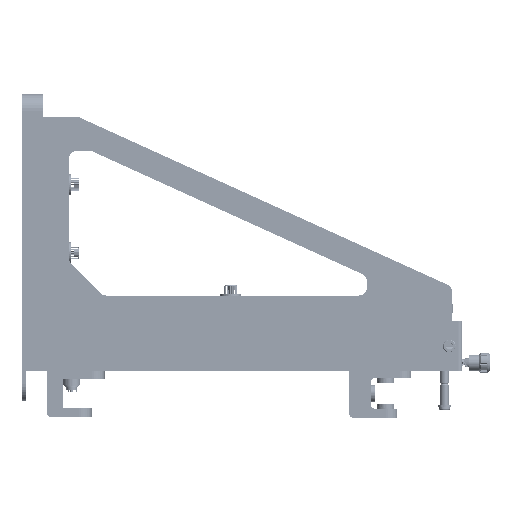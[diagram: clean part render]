
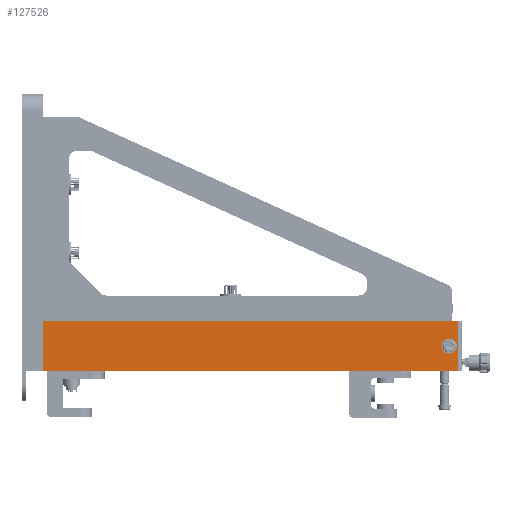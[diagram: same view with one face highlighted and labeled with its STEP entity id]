
A CAD part, left-side view. The second image highlights one B-rep face of the part: STEP entity #127526.
In plain terms, the highlighted planar face has unit normal (-1, 0, 0).
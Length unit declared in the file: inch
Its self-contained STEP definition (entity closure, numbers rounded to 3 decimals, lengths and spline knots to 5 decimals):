
#199 = ORIENTED_EDGE ( 'NONE', *, *, #51562, .F. ) ;
#15160 = DIRECTION ( 'NONE',  ( 0., 0., -1. ) ) ;
#19104 = EDGE_CURVE ( 'NONE', #26198, #117056, #27076, .T. ) ;
#21041 = DIRECTION ( 'NONE',  ( 0., 0., -1. ) ) ;
#23554 = EDGE_CURVE ( 'NONE', #72935, #189602, #54430, .T. ) ;
#24976 = VECTOR ( 'NONE', #102809, 39.37008 ) ;
#26198 = VERTEX_POINT ( 'NONE', #125548 ) ;
#27076 = CIRCLE ( 'NONE', #185879, 0.21875 ) ;
#27581 = DIRECTION ( 'NONE',  ( 0., 0., 1. ) ) ;
#29524 = EDGE_CURVE ( 'NONE', #29999, #94628, #177426, .T. ) ;
#29999 = VERTEX_POINT ( 'NONE', #186607 ) ;
#46338 = CARTESIAN_POINT ( 'NONE',  ( -7.4, 5.375, -0.7175 ) ) ;
#48926 = CARTESIAN_POINT ( 'NONE',  ( -7.4, -6.53375, 0.01625 ) ) ;
#49204 = DIRECTION ( 'NONE',  ( -1., 0., 0. ) ) ;
#51246 = CARTESIAN_POINT ( 'NONE',  ( -7.4, 5.375, 0.75 ) ) ;
#51562 = EDGE_CURVE ( 'NONE', #117056, #26198, #75656, .T. ) ;
#54057 = FACE_BOUND ( 'NONE', #85124, .T. ) ;
#54430 = LINE ( 'NONE', #51246, #179640 ) ;
#59894 = ORIENTED_EDGE ( 'NONE', *, *, #19104, .F. ) ;
#68144 = DIRECTION ( 'NONE',  ( 0., -1., 0. ) ) ;
#71928 = CARTESIAN_POINT ( 'NONE',  ( -7.4, -6.53375, 0.235 ) ) ;
#72507 = ORIENTED_EDGE ( 'NONE', *, *, #79757, .T. ) ;
#72935 = VERTEX_POINT ( 'NONE', #145740 ) ;
#74123 = ORIENTED_EDGE ( 'NONE', *, *, #29524, .T. ) ;
#75656 = CIRCLE ( 'NONE', #190688, 0.21875 ) ;
#75840 = VECTOR ( 'NONE', #21041, 39.37008 ) ;
#79757 = EDGE_CURVE ( 'NONE', #72935, #29999, #181776, .T. ) ;
#85124 = EDGE_LOOP ( 'NONE', ( #59894, #199 ) ) ;
#86308 = EDGE_LOOP ( 'NONE', ( #74123, #150337, #150273, #72507 ) ) ;
#92955 = CARTESIAN_POINT ( 'NONE',  ( -7.4, 5.375, 0.75 ) ) ;
#94628 = VERTEX_POINT ( 'NONE', #196840 ) ;
#95708 = CARTESIAN_POINT ( 'NONE',  ( -7.4, -6.53375, 0.01625 ) ) ;
#102809 = DIRECTION ( 'NONE',  ( 0., 0., -1. ) ) ;
#105581 = AXIS2_PLACEMENT_3D ( 'NONE', #92955, #108800, #27581 ) ;
#108800 = DIRECTION ( 'NONE',  ( 1., 0., 0. ) ) ;
#113343 = DIRECTION ( 'NONE',  ( -1., 0., 0. ) ) ;
#117056 = VERTEX_POINT ( 'NONE', #71928 ) ;
#118720 = LINE ( 'NONE', #183413, #24976 ) ;
#125548 = CARTESIAN_POINT ( 'NONE',  ( -7.4, -6.53375, -0.2025 ) ) ;
#127526 = ADVANCED_FACE ( 'NONE', ( #54057, #199997 ), #184144, .F. ) ;
#132944 = CARTESIAN_POINT ( 'NONE',  ( -7.4, 5.375, 0.75 ) ) ;
#134211 = EDGE_CURVE ( 'NONE', #189602, #94628, #118720, .T. ) ;
#145740 = CARTESIAN_POINT ( 'NONE',  ( -7.4, 5.375, 0.75 ) ) ;
#150273 = ORIENTED_EDGE ( 'NONE', *, *, #23554, .F. ) ;
#150337 = ORIENTED_EDGE ( 'NONE', *, *, #134211, .F. ) ;
#160351 = DIRECTION ( 'NONE',  ( 0., 0., -1. ) ) ;
#175368 = DIRECTION ( 'NONE',  ( 0., -1., 0. ) ) ;
#177426 = LINE ( 'NONE', #46338, #195209 ) ;
#179640 = VECTOR ( 'NONE', #68144, 39.37008 ) ;
#181776 = LINE ( 'NONE', #132944, #75840 ) ;
#183413 = CARTESIAN_POINT ( 'NONE',  ( -7.4, -6.79565, 0.75 ) ) ;
#184144 = PLANE ( 'NONE',  #105581 ) ;
#185879 = AXIS2_PLACEMENT_3D ( 'NONE', #95708, #49204, #160351 ) ;
#186607 = CARTESIAN_POINT ( 'NONE',  ( -7.4, 5.375, -0.7175 ) ) ;
#189602 = VERTEX_POINT ( 'NONE', #203969 ) ;
#190688 = AXIS2_PLACEMENT_3D ( 'NONE', #48926, #113343, #15160 ) ;
#195209 = VECTOR ( 'NONE', #175368, 39.37008 ) ;
#196840 = CARTESIAN_POINT ( 'NONE',  ( -7.4, -6.79565, -0.7175 ) ) ;
#199997 = FACE_OUTER_BOUND ( 'NONE', #86308, .T. ) ;
#203969 = CARTESIAN_POINT ( 'NONE',  ( -7.4, -6.79565, 0.75 ) ) ;
